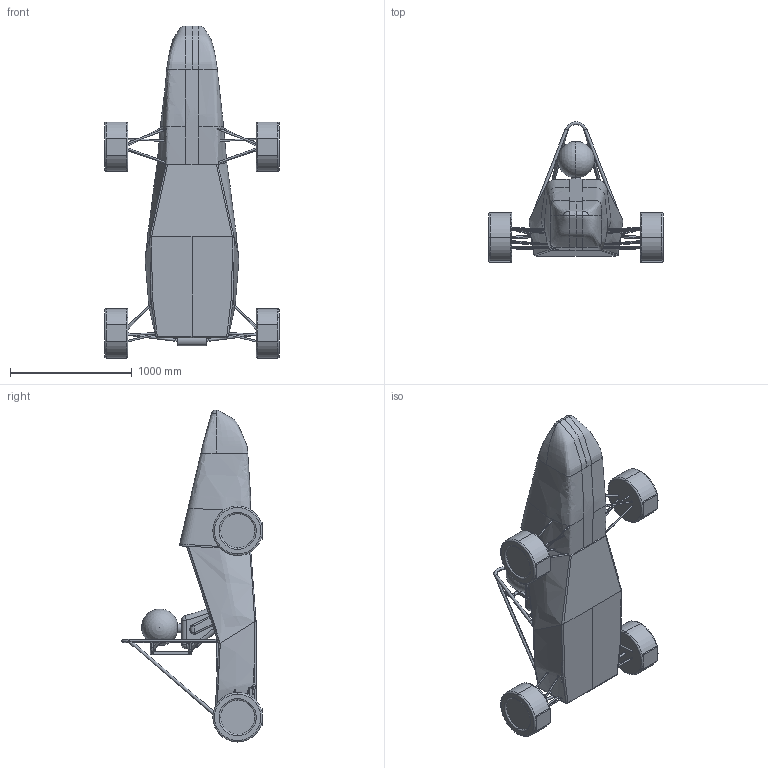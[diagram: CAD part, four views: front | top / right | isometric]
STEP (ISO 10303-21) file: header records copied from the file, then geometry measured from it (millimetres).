
FILE_DESCRIPTION (( 'STEP AP214' ), '1' );
FILE_NAME ('CFD_Block_Model_NFR25_v9.STEP', '2024-09-30T01:34:04', ( '' ), ( '' ), 'SwSTEP 2.0', 'SolidWorks 2024', '' );
FILE_SCHEMA (( 'AUTOMOTIVE_DESIGN' ));
Length unit declared in the file: inch
Products named in the file (1): CFD_Block_Model_NFR25_v9
Bounding box: 1435.1 x 1155.7 x 2724.84 mm (x, y, z)
Volume: 705317191.1 mm3; surface area: 8405946.3 mm2
Topology: 1 solids, 1 shells, 332 faces, 941 edges, 584 vertices
Faces by surface type: cylinder 149, plane 77, bspline 52, torus 42, sphere 12
Entity records: 25744 total; most frequent: CARTESIAN_POINT 18063, ORIENTED_EDGE 1836, DIRECTION 1327, EDGE_CURVE 918, VERTEX_POINT 577, AXIS2_PLACEMENT_3D 519, EDGE_LOOP 383, ADVANCED_FACE 332
